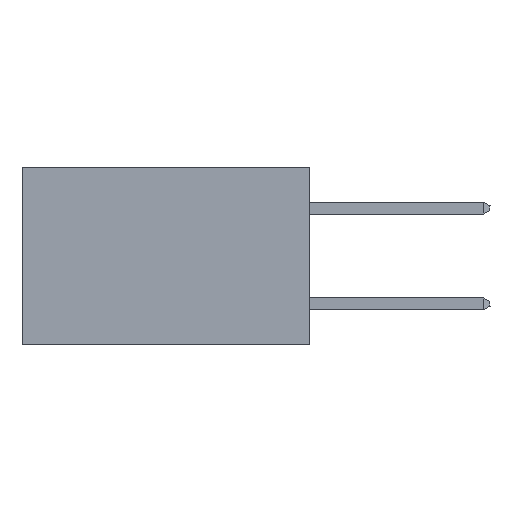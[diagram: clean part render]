
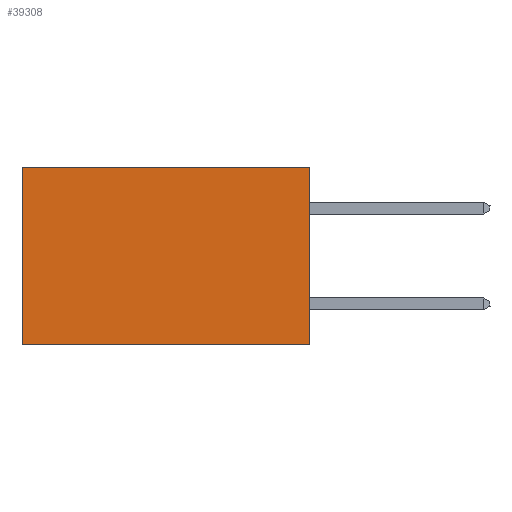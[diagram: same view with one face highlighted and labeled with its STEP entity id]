
A CAD part, left-side view. The second image highlights one B-rep face of the part: STEP entity #39308.
In plain terms, the highlighted planar face has unit normal (-1, 0, 0).
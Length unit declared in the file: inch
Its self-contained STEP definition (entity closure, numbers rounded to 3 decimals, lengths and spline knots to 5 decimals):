
#2895 = DIRECTION ( 'NONE',  ( 0., 0., -1. ) ) ;
#4536 = LINE ( 'NONE', #40042, #30452 ) ;
#4638 = CARTESIAN_POINT ( 'NONE',  ( 0.2875, 0., -0.37 ) ) ;
#4749 = VECTOR ( 'NONE', #14334, 39.37008 ) ;
#4991 = LINE ( 'NONE', #4638, #20326 ) ;
#7059 = CARTESIAN_POINT ( 'NONE',  ( 0.2875, 0., 0. ) ) ;
#8251 = LINE ( 'NONE', #13111, #33620 ) ;
#11003 = ORIENTED_EDGE ( 'NONE', *, *, #23553, .T. ) ;
#13111 = CARTESIAN_POINT ( 'NONE',  ( 0.2875, 0.6, 0. ) ) ;
#13367 = ORIENTED_EDGE ( 'NONE', *, *, #39921, .F. ) ;
#13375 = EDGE_LOOP ( 'NONE', ( #11003, #13367, #21410, #36317 ) ) ;
#14334 = DIRECTION ( 'NONE',  ( 0., 1., 0. ) ) ;
#14405 = AXIS2_PLACEMENT_3D ( 'NONE', #28982, #28703, #42295 ) ;
#14903 = EDGE_CURVE ( 'NONE', #21088, #40030, #15306, .T. ) ;
#15306 = LINE ( 'NONE', #7059, #4749 ) ;
#16129 = DIRECTION ( 'NONE',  ( 0., 0., -1. ) ) ;
#20326 = VECTOR ( 'NONE', #42186, 39.37008 ) ;
#21088 = VERTEX_POINT ( 'NONE', #23051 ) ;
#21410 = ORIENTED_EDGE ( 'NONE', *, *, #23926, .F. ) ;
#23051 = CARTESIAN_POINT ( 'NONE',  ( 0.2875, 0., 0. ) ) ;
#23553 = EDGE_CURVE ( 'NONE', #40030, #37401, #8251, .T. ) ;
#23926 = EDGE_CURVE ( 'NONE', #21088, #32323, #4536, .T. ) ;
#24461 = CARTESIAN_POINT ( 'NONE',  ( 0.2875, 0., -0.37 ) ) ;
#28544 = PLANE ( 'NONE',  #14405 ) ;
#28703 = DIRECTION ( 'NONE',  ( 1., 0., 0. ) ) ;
#28982 = CARTESIAN_POINT ( 'NONE',  ( 0.2875, 0., 0. ) ) ;
#30452 = VECTOR ( 'NONE', #16129, 39.37008 ) ;
#32323 = VERTEX_POINT ( 'NONE', #24461 ) ;
#33620 = VECTOR ( 'NONE', #2895, 39.37008 ) ;
#35963 = CARTESIAN_POINT ( 'NONE',  ( 0.2875, 0.6, 0. ) ) ;
#36317 = ORIENTED_EDGE ( 'NONE', *, *, #14903, .T. ) ;
#36751 = FACE_OUTER_BOUND ( 'NONE', #13375, .T. ) ;
#37401 = VERTEX_POINT ( 'NONE', #40729 ) ;
#39308 = ADVANCED_FACE ( 'NONE', ( #36751 ), #28544, .F. ) ;
#39921 = EDGE_CURVE ( 'NONE', #32323, #37401, #4991, .T. ) ;
#40030 = VERTEX_POINT ( 'NONE', #35963 ) ;
#40042 = CARTESIAN_POINT ( 'NONE',  ( 0.2875, 0., 0. ) ) ;
#40729 = CARTESIAN_POINT ( 'NONE',  ( 0.2875, 0.6, -0.37 ) ) ;
#42186 = DIRECTION ( 'NONE',  ( 0., 1., 0. ) ) ;
#42295 = DIRECTION ( 'NONE',  ( 0., 0., -1. ) ) ;
